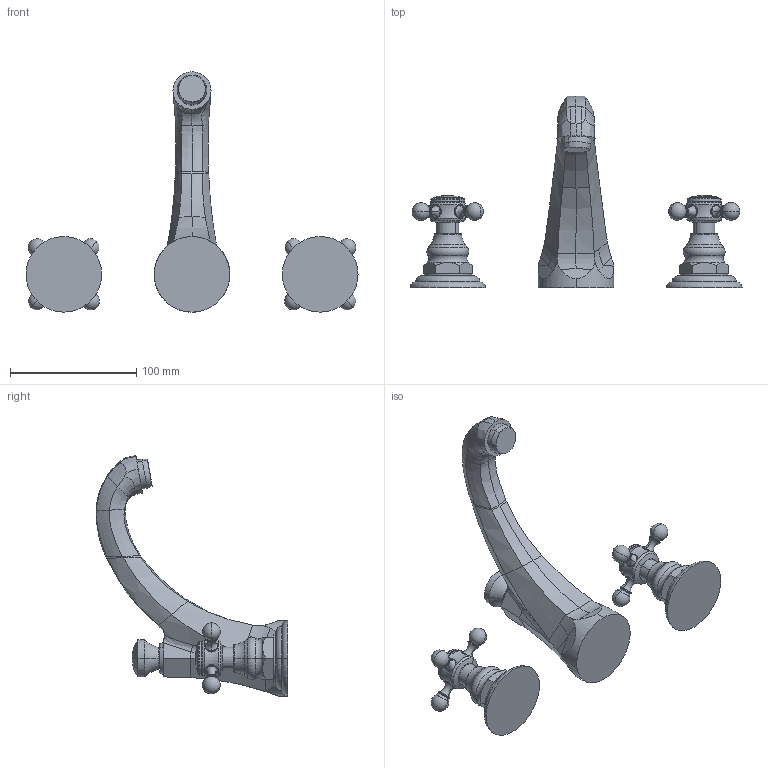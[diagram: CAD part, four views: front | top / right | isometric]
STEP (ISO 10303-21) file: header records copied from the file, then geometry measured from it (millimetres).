
FILE_DESCRIPTION((''),'2;1');
FILE_NAME('920C','2020-11-26T10:02:06',('jinson.thomas'),(''),'CREO PARAMETRIC BY PTC INC, 2018400','CREO PARAMETRIC BY PTC INC, 2018400','');
FILE_SCHEMA(('CONFIG_CONTROL_DESIGN'));
Length unit declared in the file: inch
Products named in the file (1): 920C
Bounding box: 263.14 x 151.84 x 190.49 mm (x, y, z)
Volume: 423588.7 mm3; surface area: 67035.7 mm2
Topology: 3 solids, 3 shells, 510 faces, 1221 edges, 721 vertices
Faces by surface type: plane 122, cylinder 108, torus 106, bspline 88, cone 46, sphere 32, extrusion 8
Entity records: 19147 total; most frequent: CARTESIAN_POINT 8024, ORIENTED_EDGE 2392, DIRECTION 2232, EDGE_CURVE 1196, AXIS2_PLACEMENT_3D 980, VERTEX_POINT 721, CIRCLE 566, EDGE_LOOP 539
